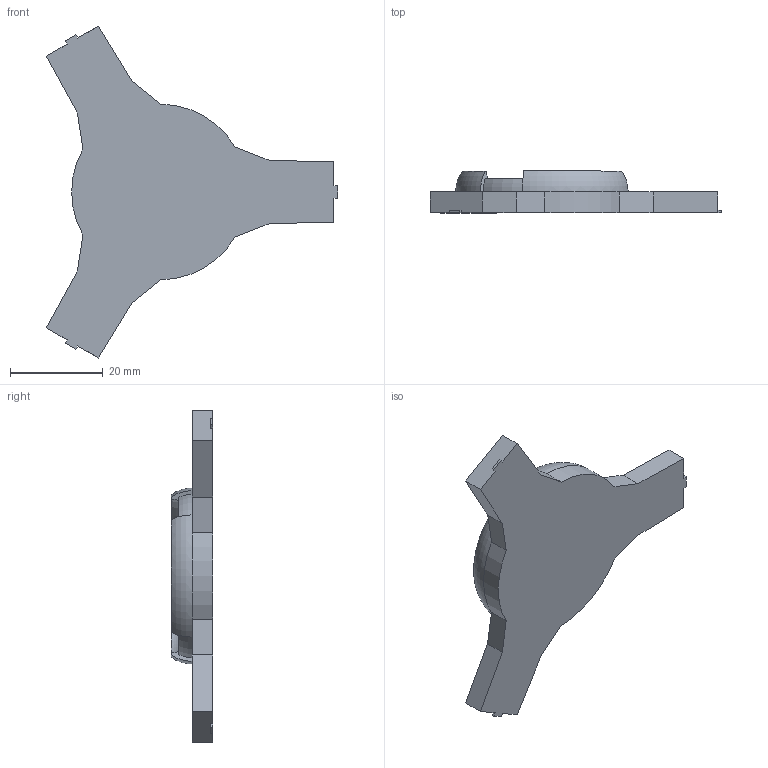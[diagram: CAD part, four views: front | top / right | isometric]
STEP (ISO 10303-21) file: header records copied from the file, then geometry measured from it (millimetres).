
FILE_DESCRIPTION(/* description */ (''),/* implementation_level */ '2;1');
FILE_NAME(/* name */ '零件1.stp',/* time_stamp */ '2024-03-01T09:58:08+08:00',/* author */ ('15513'),/* organization */ (''),/* preprocessor_version */ 'ST-DEVELOPER v19',/* originating_system */ 'Autodesk Inventor 2023',/* authorisation */ '');
FILE_SCHEMA (('AUTOMOTIVE_DESIGN { 1 0 10303 214 3 1 1 }'));
Length unit declared in the file: millimetre
Products named in the file (1): 零件1
Bounding box: 62.92 x 9 x 71.74 mm (x, y, z)
Volume: 6847.4 mm3; surface area: 6016.9 mm2
Topology: 1 solids, 1 shells, 55 faces, 153 edges, 100 vertices
Faces by surface type: plane 41, torus 7, cylinder 4, cone 3
Full cylindrical faces by diameter (mm): 32 x1
Entity records: 1812 total; most frequent: DIRECTION 315, CARTESIAN_POINT 309, ORIENTED_EDGE 306, EDGE_CURVE 153, AXIS2_PLACEMENT_3D 106, LINE 103, VECTOR 103, VERTEX_POINT 100
